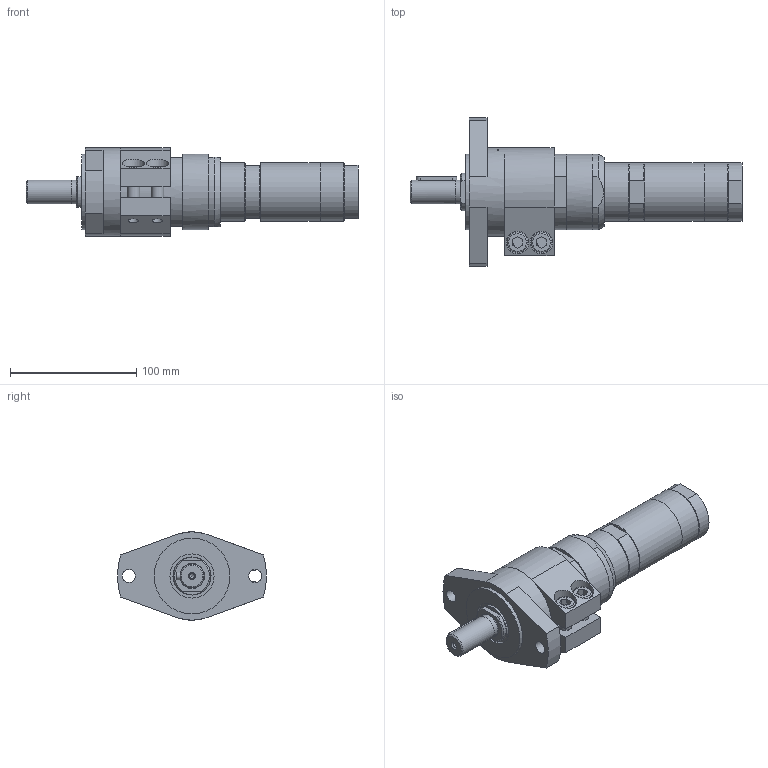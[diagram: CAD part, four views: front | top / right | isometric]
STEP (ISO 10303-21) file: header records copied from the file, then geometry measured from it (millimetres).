
FILE_DESCRIPTION(/* description */ (''),/* implementation_level */ '2;1');
FILE_NAME(/* name */ 'MUD 62-120 F100_60031407.stp',/* time_stamp */ '2018-12-11T11:27:10+01:00',/* author */ ('flambert'),/* organization */ (''),/* preprocessor_version */ 'ST-DEVELOPER v17',/* originating_system */ 'Autodesk Inventor 2018',/* authorisation */ '');
FILE_SCHEMA (('AUTOMOTIVE_DESIGN { 1 0 10303 214 3 1 1 }'));
Length unit declared in the file: millimetre
Products named in the file (1): MUD 62-120 F100_60031407
Bounding box: 263 x 118 x 70 mm (x, y, z)
Volume: 619353.6 mm3; surface area: 75892.4 mm2
Topology: 1 solids, 7 shells, 281 faces, 749 edges, 503 vertices
Faces by surface type: plane 158, cylinder 66, cone 39, torus 9, bspline 7, sphere 2
Full cylindrical faces by diameter (mm): 1.55 x2, 3.6 x1, 4 x1, 4.134 x1, 5 x1, 5.5 x1, 8.376 x2, 10 x2, 10.3 x2, 10.5 x2, 11.445 x2, 16 x2, 18 x2, 18.631 x1, 18.8 x1, 19 x1, 29.95 x1, 35 x1, 36.5 x1, 40 x2, 41.66 x1, 46 x3, 46.5 x1, 55.178 x1, 60 x2, 70 x1
Entity records: 9392 total; most frequent: CARTESIAN_POINT 1818, DIRECTION 1533, ORIENTED_EDGE 1492, EDGE_CURVE 746, AXIS2_PLACEMENT_3D 578, VERTEX_POINT 503, LINE 377, VECTOR 377
